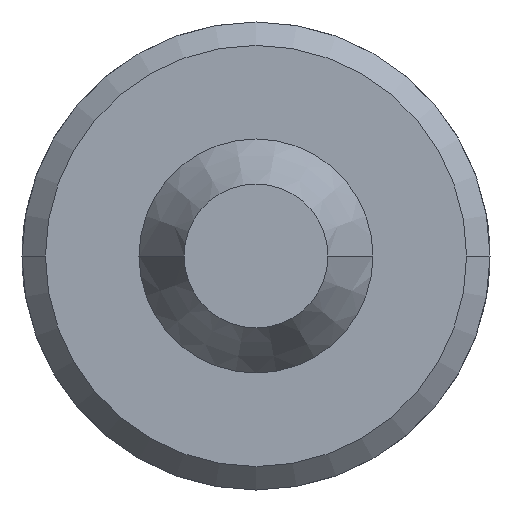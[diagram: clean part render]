
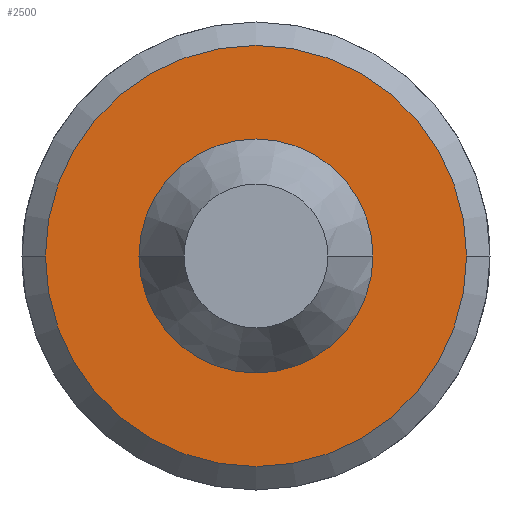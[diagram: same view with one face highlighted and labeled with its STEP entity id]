
A CAD part, left-side view. The second image highlights one B-rep face of the part: STEP entity #2500.
In plain terms, the highlighted planar face has unit normal (-1, 0, 0).
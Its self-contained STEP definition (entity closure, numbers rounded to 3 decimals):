
#1850=CARTESIAN_POINT('',(0.438,2.7,0.));
#1860=VERTEX_POINT('',#1850);
#2040=CARTESIAN_POINT('',(0.438,-2.7,0.));
#2050=VERTEX_POINT('',#2040);
#2080=CARTESIAN_POINT('',(0.438,0.,0.));
#2090=DIRECTION('',(-1.,0.,0.));
#2100=DIRECTION('',(0.,1.,0.));
#2110=AXIS2_PLACEMENT_3D('',#2080,#2090,#2100);
#2120=CIRCLE('',#2110,2.7);
#2130=EDGE_CURVE('',#2050,#1860,#2120,.T.);
#2250=CARTESIAN_POINT('',(0.438,2.075,0.));
#2260=DIRECTION('',(-1.,0.,0.));
#2270=DIRECTION('',(0.,1.,0.));
#2280=AXIS2_PLACEMENT_3D('',#2250,#2260,#2270);
#2290=PLANE('',#2280);
#2300=CARTESIAN_POINT('',(0.438,0.,0.));
#2310=DIRECTION('',(-1.,0.,0.));
#2320=DIRECTION('',(0.,1.,0.));
#2330=AXIS2_PLACEMENT_3D('',#2300,#2310,#2320);
#2340=CIRCLE('',#2330,1.45);
#2350=CARTESIAN_POINT('',(0.438,1.45,0.));
#2360=VERTEX_POINT('',#2350);
#2370=CARTESIAN_POINT('',(0.438,-1.45,0.));
#2380=VERTEX_POINT('',#2370);
#2390=EDGE_CURVE('',#2360,#2380,#2340,.T.);
#2400=ORIENTED_EDGE('',*,*,#2390,.F.);
#2410=EDGE_CURVE('',#2380,#2360,#2340,.T.);
#2420=ORIENTED_EDGE('',*,*,#2410,.F.);
#2430=EDGE_LOOP('',(#2420,#2400));
#2440=FACE_BOUND('',#2430,.T.);
#2450=EDGE_CURVE('',#1860,#2050,#2120,.T.);
#2460=ORIENTED_EDGE('',*,*,#2450,.T.);
#2470=ORIENTED_EDGE('',*,*,#2130,.T.);
#2480=EDGE_LOOP('',(#2470,#2460));
#2490=FACE_OUTER_BOUND('',#2480,.T.);
#2500=ADVANCED_FACE('',(#2440,#2490),#2290,.T.);
